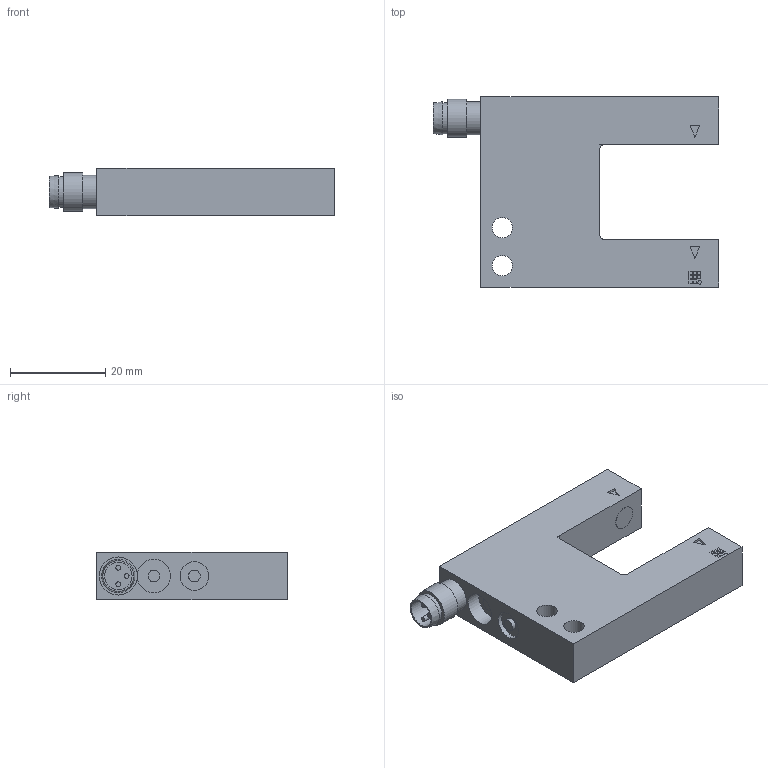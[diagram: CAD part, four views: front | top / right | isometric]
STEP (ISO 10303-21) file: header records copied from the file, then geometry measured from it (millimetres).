
FILE_DESCRIPTION (( 'STEP AP214' ), '1' );
FILE_NAME ('OGU020G3-T3.STEP', '2024-03-20T10:57:42', ( '' ), ( '' ), 'SwSTEP 2.0', 'SolidWorks 2023', '' );
FILE_SCHEMA (( 'AUTOMOTIVE_DESIGN' ));
Length unit declared in the file: inch
Products named in the file (1): OGU020G3-T3
Bounding box: 60 x 40 x 10 mm (x, y, z)
Volume: 14859.7 mm3; surface area: 6041.4 mm2
Topology: 1 solids, 2 shells, 111 faces, 246 edges, 164 vertices
Faces by surface type: plane 91, cylinder 19, cone 1
Full cylindrical faces by diameter (mm): 1 x3, 2.5 x2, 3 x1, 4.3 x2, 5 x2, 5.8 x1, 6 x1, 6.5 x1, 7 x2, 8 x1
Entity records: 2989 total; most frequent: CARTESIAN_POINT 505, DIRECTION 494, ORIENTED_EDGE 458, EDGE_CURVE 229, LINE 188, VECTOR 188, VERTEX_POINT 164, EDGE_LOOP 157
